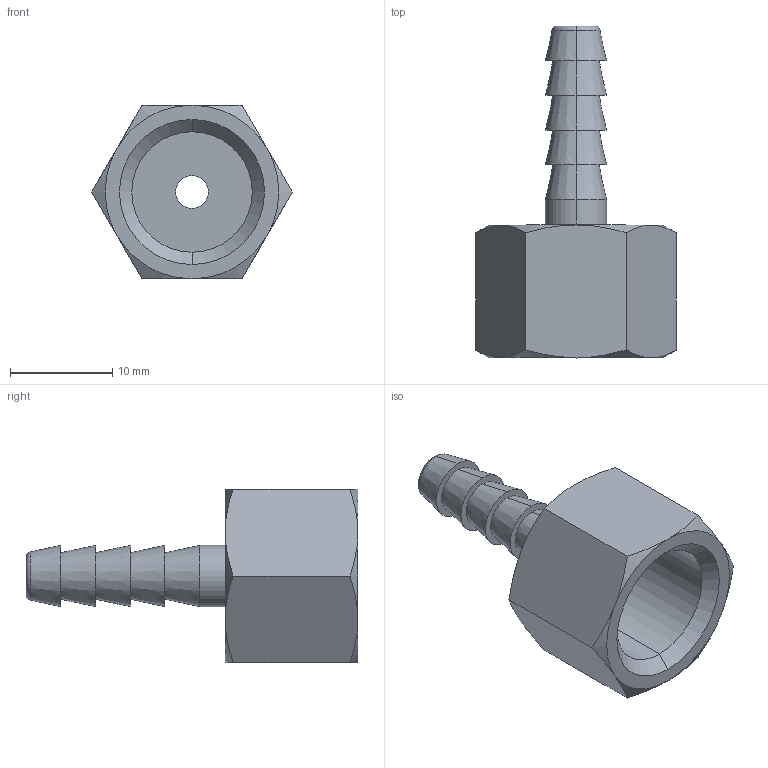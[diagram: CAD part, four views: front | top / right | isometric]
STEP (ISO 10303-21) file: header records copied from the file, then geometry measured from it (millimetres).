
FILE_DESCRIPTION(( 'RA.30D06.14.STEP' ), '1');
FILE_NAME( 'RA.30D06.14.STEP', '2018-10-11T15:57:40',( 'Sopra'),('sopra-pneumatic.com'), 'SwSTEP 2.0','SolidWorks 2009','' );
FILE_SCHEMA (( 'AUTOMOTIVE_DESIGN' ));
Length unit declared in the file: millimetre
Products named in the file (1): 030500001BT00A
Bounding box: 19.63 x 32.5 x 17 mm (x, y, z)
Volume: 2283 mm3; surface area: 2195.6 mm2
Topology: 1 solids, 1 shells, 46 faces, 96 edges, 58 vertices
Faces by surface type: cone 24, plane 14, cylinder 6, torus 2
Entity records: 1380 total; most frequent: CARTESIAN_POINT 345, DIRECTION 214, ORIENTED_EDGE 192, EDGE_CURVE 96, AXIS2_PLACEMENT_3D 95, VERTEX_POINT 58, EDGE_LOOP 54, CIRCLE 48
